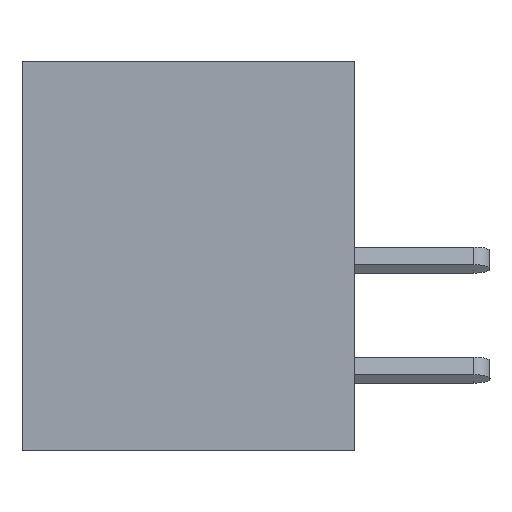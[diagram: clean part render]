
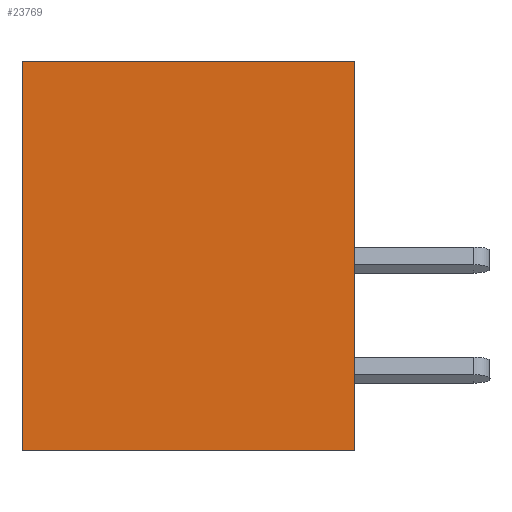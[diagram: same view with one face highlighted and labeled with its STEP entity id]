
A CAD part, left-side view. The second image highlights one B-rep face of the part: STEP entity #23769.
In plain terms, the highlighted planar face has unit normal (-1, 0, 0).
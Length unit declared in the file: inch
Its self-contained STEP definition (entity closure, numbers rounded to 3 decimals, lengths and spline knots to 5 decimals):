
#835 = VERTEX_POINT ( 'NONE', #20453 ) ;
#1748 = EDGE_LOOP ( 'NONE', ( #20319, #12639, #21758, #21229 ) ) ;
#1962 = VERTEX_POINT ( 'NONE', #23692 ) ;
#2645 = CARTESIAN_POINT ( 'NONE',  ( 0., 0.453, -0.531 ) ) ;
#2947 = CARTESIAN_POINT ( 'NONE',  ( 0., 0., -0.531 ) ) ;
#4785 = VERTEX_POINT ( 'NONE', #2947 ) ;
#5900 = CARTESIAN_POINT ( 'NONE',  ( 0., 0.453, 0. ) ) ;
#5958 = VECTOR ( 'NONE', #23947, 39.37008 ) ;
#5978 = LINE ( 'NONE', #20558, #19012 ) ;
#6449 = VECTOR ( 'NONE', #22033, 39.37008 ) ;
#6650 = LINE ( 'NONE', #2645, #5958 ) ;
#6843 = AXIS2_PLACEMENT_3D ( 'NONE', #5900, #23132, #10310 ) ;
#7820 = DIRECTION ( 'NONE',  ( 0., -1., 0. ) ) ;
#8335 = VERTEX_POINT ( 'NONE', #23586 ) ;
#8944 = LINE ( 'NONE', #26499, #14311 ) ;
#10310 = DIRECTION ( 'NONE',  ( 0., 0., -1. ) ) ;
#10490 = EDGE_CURVE ( 'NONE', #4785, #835, #24900, .T. ) ;
#12639 = ORIENTED_EDGE ( 'NONE', *, *, #14066, .F. ) ;
#13363 = DIRECTION ( 'NONE',  ( 0., 0., 1. ) ) ;
#14066 = EDGE_CURVE ( 'NONE', #8335, #835, #8944, .T. ) ;
#14311 = VECTOR ( 'NONE', #7820, 39.37008 ) ;
#19012 = VECTOR ( 'NONE', #13363, 39.37008 ) ;
#20319 = ORIENTED_EDGE ( 'NONE', *, *, #10490, .T. ) ;
#20453 = CARTESIAN_POINT ( 'NONE',  ( 0., 0., 0. ) ) ;
#20558 = CARTESIAN_POINT ( 'NONE',  ( 0., 0.453, 0. ) ) ;
#21229 = ORIENTED_EDGE ( 'NONE', *, *, #25210, .T. ) ;
#21758 = ORIENTED_EDGE ( 'NONE', *, *, #24859, .F. ) ;
#22033 = DIRECTION ( 'NONE',  ( 0., 0., 1. ) ) ;
#23129 = FACE_OUTER_BOUND ( 'NONE', #1748, .T. ) ;
#23132 = DIRECTION ( 'NONE',  ( 1., 0., 0. ) ) ;
#23586 = CARTESIAN_POINT ( 'NONE',  ( 0., 0.453, 0. ) ) ;
#23692 = CARTESIAN_POINT ( 'NONE',  ( 0., 0.453, -0.531 ) ) ;
#23769 = ADVANCED_FACE ( 'NONE', ( #23129 ), #27543, .F. ) ;
#23947 = DIRECTION ( 'NONE',  ( 0., -1., 0. ) ) ;
#24215 = CARTESIAN_POINT ( 'NONE',  ( 0., 0., 0. ) ) ;
#24859 = EDGE_CURVE ( 'NONE', #1962, #8335, #5978, .T. ) ;
#24900 = LINE ( 'NONE', #24215, #6449 ) ;
#25210 = EDGE_CURVE ( 'NONE', #1962, #4785, #6650, .T. ) ;
#26499 = CARTESIAN_POINT ( 'NONE',  ( 0., 0.453, 0. ) ) ;
#27543 = PLANE ( 'NONE',  #6843 ) ;
